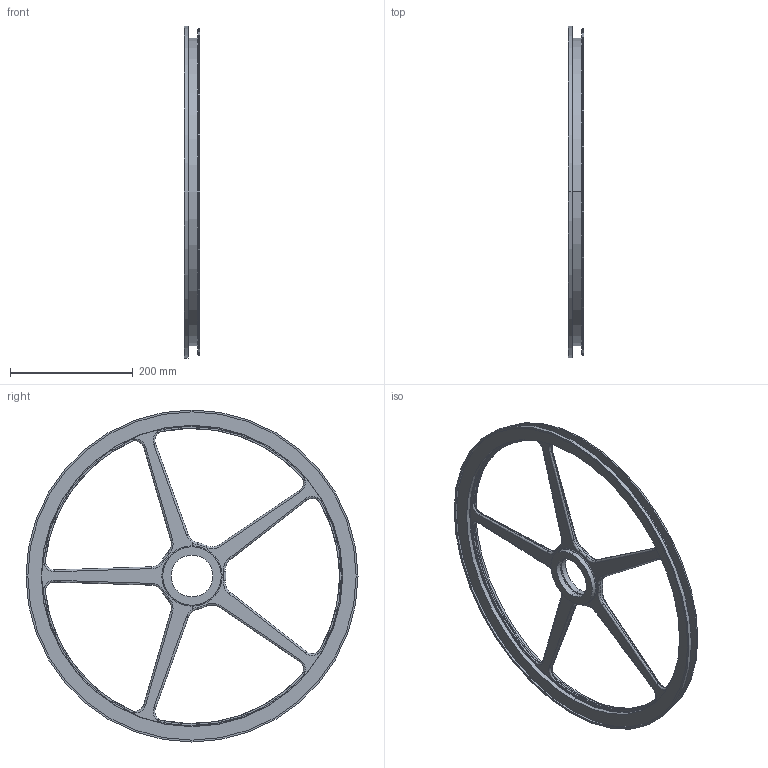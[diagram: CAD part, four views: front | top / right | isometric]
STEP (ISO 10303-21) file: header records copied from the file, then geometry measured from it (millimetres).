
FILE_DESCRIPTION (( 'STEP AP203' ), '1' );
FILE_NAME ('3-400312-00_0080A.STEP', '2022-09-15T09:58:10', ( '' ), ( '' ), 'SwSTEP 2.0', 'SolidWorks 2021', '' );
FILE_SCHEMA (( 'CONFIG_CONTROL_DESIGN' ));
Length unit declared in the file: millimetre
Products named in the file (1): 3-400312-00_0080A
Bounding box: 24.5 x 540 x 540 mm (x, y, z)
Volume: 663460 mm3; surface area: 300342.2 mm2
Topology: 1 solids, 1 shells, 210 faces, 510 edges, 303 vertices
Faces by surface type: bspline 60, cylinder 57, torus 42, cone 34, plane 17
Entity records: 11539 total; most frequent: CARTESIAN_POINT 6927, ORIENTED_EDGE 1020, DIRECTION 893, EDGE_CURVE 510, AXIS2_PLACEMENT_3D 404, VERTEX_POINT 303, CIRCLE 253, EDGE_LOOP 223
